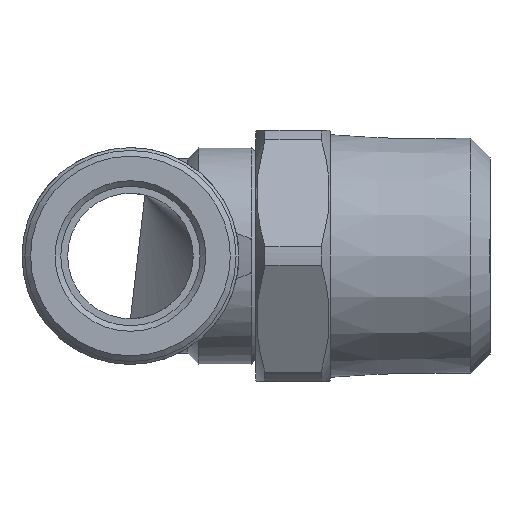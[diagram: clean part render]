
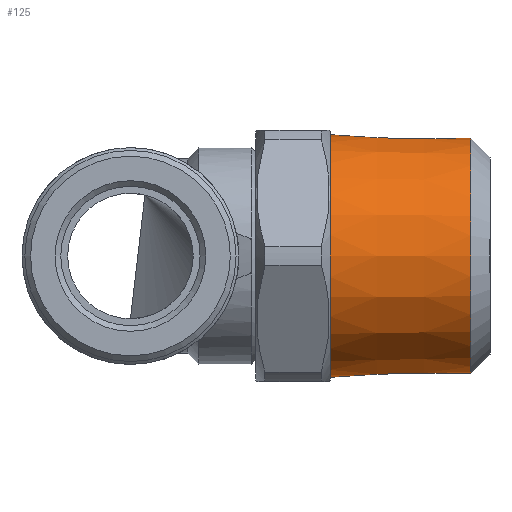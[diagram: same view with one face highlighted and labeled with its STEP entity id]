
A CAD part, left-side view. The second image highlights one B-rep face of the part: STEP entity #125.
In plain terms, the highlighted conical face has half-angle 1.47 degrees and reference radius 10.626 mm.
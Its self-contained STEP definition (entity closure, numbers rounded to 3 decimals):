
#125 = ADVANCED_FACE( 'NONE', ( #270, #271 ), #272, .T. );
#270 = FACE_OUTER_BOUND( '', #470, .T. );
#271 = FACE_BOUND( '', #471, .T. );
#272 = CONICAL_SURFACE( '', #472, 10.626, 0.026 );
#470 = EDGE_LOOP( '', ( #884 ) );
#471 = EDGE_LOOP( '', ( #885 ) );
#472 = AXIS2_PLACEMENT_3D( '', #886, #887, #888 );
#884 = ORIENTED_EDGE( '', *, *, #1185, .F. );
#885 = ORIENTED_EDGE( '', *, *, #1147, .T. );
#886 = CARTESIAN_POINT( '', ( 0., 14., 0. ) );
#887 = DIRECTION( '', ( 0., 1., 0. ) );
#888 = DIRECTION( '', ( -1., 0., 0. ) );
#1147 = EDGE_CURVE( 'NONE', #1531, #1531, #1532, .T. );
#1185 = EDGE_CURVE( 'NONE', #1599, #1599, #1600, .T. );
#1531 = VERTEX_POINT( '', #2120 );
#1532 = CIRCLE( '', #2121, 10.311 );
#1599 = VERTEX_POINT( '', #2214 );
#1600 = CIRCLE( '', #2215, 10.626 );
#2120 = CARTESIAN_POINT( '', ( -10.311, 1.7, 0. ) );
#2121 = AXIS2_PLACEMENT_3D( '', #2498, #2499, #2500 );
#2214 = CARTESIAN_POINT( '', ( -10.626, 14., 0. ) );
#2215 = AXIS2_PLACEMENT_3D( '', #2588, #2589, #2590 );
#2498 = CARTESIAN_POINT( '', ( 0., 1.7, 0. ) );
#2499 = DIRECTION( '', ( 0., 1., 0. ) );
#2500 = DIRECTION( '', ( -1., 0., 0. ) );
#2588 = CARTESIAN_POINT( '', ( 0., 14., 0. ) );
#2589 = DIRECTION( '', ( 0., 1., 0. ) );
#2590 = DIRECTION( '', ( -1., 0., 0. ) );
